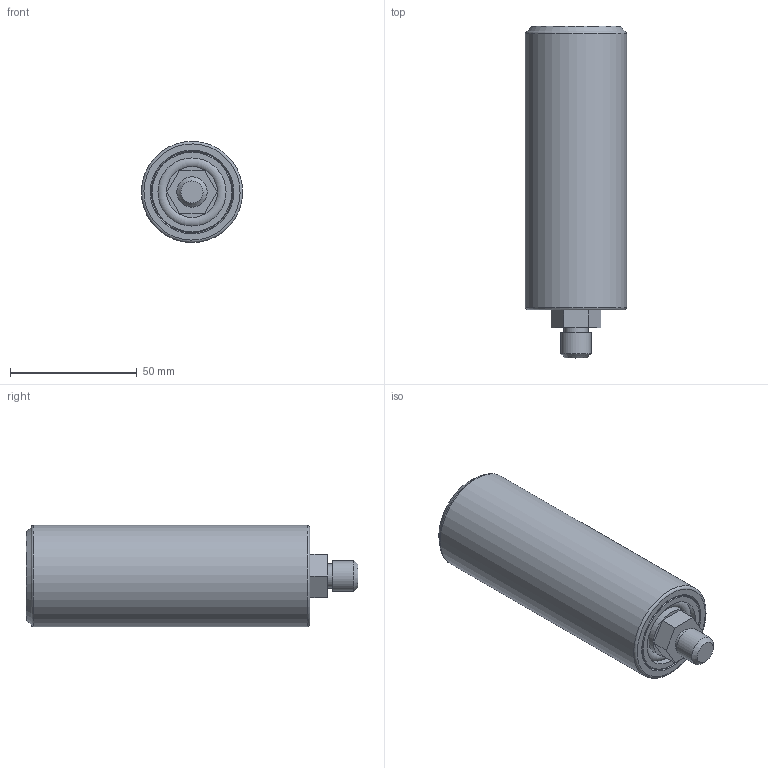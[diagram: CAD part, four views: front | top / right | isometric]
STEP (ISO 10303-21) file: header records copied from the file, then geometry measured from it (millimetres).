
FILE_DESCRIPTION (( 'STEP AP203' ), '1' );
FILE_NAME ('220511 STEP 0022.STEP', '2022-05-11T14:37:00', ( '' ), ( '' ), 'SwSTEP 2.0', 'SolidWorks 2021', '' );
FILE_SCHEMA (( 'CONFIG_CONTROL_DESIGN' ));
Length unit declared in the file: millimetre
Products named in the file (1): 220511 STEP 0022
Bounding box: 39.98 x 131 x 39.98 mm (x, y, z)
Surface area: 18835.9 mm2 (no closed solid volume)
Topology: 0 solids, 5 shells, 26 faces, 55 edges, 36 vertices
Faces by surface type: plane 13, cylinder 6, torus 4, cone 3
Full cylindrical faces by diameter (mm): 9.5 x1, 12 x1, 20.1 x1, 26.9 x1, 32 x1, 40 x1
Entity records: 690 total; most frequent: DIRECTION 116, CARTESIAN_POINT 101, ORIENTED_EDGE 67, AXIS2_PLACEMENT_3D 49, EDGE_LOOP 44, EDGE_CURVE 40, FACE_OUTER_BOUND 36, VERTEX_POINT 34
